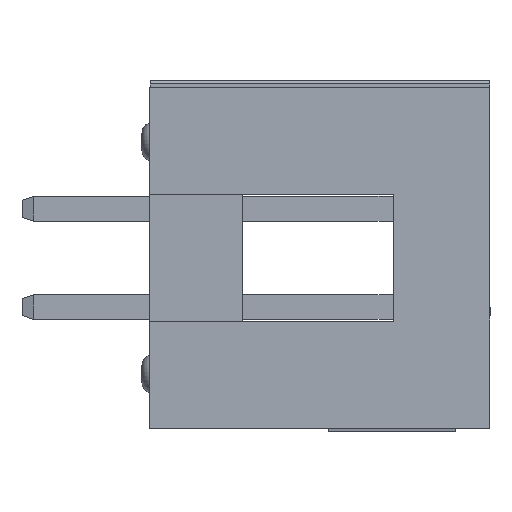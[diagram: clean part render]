
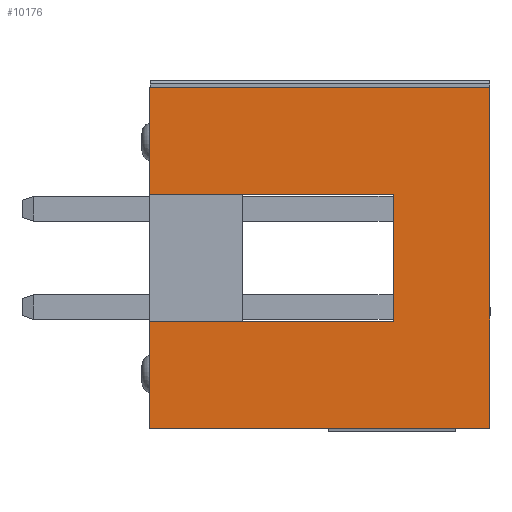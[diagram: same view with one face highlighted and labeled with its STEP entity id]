
A CAD part, left-side view. The second image highlights one B-rep face of the part: STEP entity #10176.
In plain terms, the highlighted planar face has unit normal (-1, 0, 0).
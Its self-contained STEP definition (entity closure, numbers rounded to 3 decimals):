
#5 = AXIS2_PLACEMENT_3D ( 'NONE', #5585, #10316, #12685 ) ;
#121 = CARTESIAN_POINT ( 'NONE',  ( -16.51, 2.5, -1.65 ) ) ;
#413 = VERTEX_POINT ( 'NONE', #8059 ) ;
#698 = DIRECTION ( 'NONE',  ( 0., -1., 0. ) ) ;
#1175 = VERTEX_POINT ( 'NONE', #121 ) ;
#1838 = LINE ( 'NONE', #14719, #8659 ) ;
#2024 = PLANE ( 'NONE',  #5 ) ;
#2049 = VERTEX_POINT ( 'NONE', #9665 ) ;
#2184 = LINE ( 'NONE', #12858, #13694 ) ;
#2373 = VECTOR ( 'NONE', #698, 1000. ) ;
#2432 = CARTESIAN_POINT ( 'NONE',  ( -16.51, 0., -4.4 ) ) ;
#2625 = VECTOR ( 'NONE', #4452, 1000. ) ;
#2904 = CARTESIAN_POINT ( 'NONE',  ( -16.51, 0., -4.4 ) ) ;
#3028 = DIRECTION ( 'NONE',  ( 0., 1., 0. ) ) ;
#3053 = VERTEX_POINT ( 'NONE', #10602 ) ;
#3609 = VERTEX_POINT ( 'NONE', #12489 ) ;
#3680 = CARTESIAN_POINT ( 'NONE',  ( -16.51, 0., -4.4 ) ) ;
#3761 = VERTEX_POINT ( 'NONE', #8345 ) ;
#4236 = LINE ( 'NONE', #6731, #2625 ) ;
#4267 = DIRECTION ( 'NONE',  ( 0., 0., 1. ) ) ;
#4452 = DIRECTION ( 'NONE',  ( 0., -1., 0. ) ) ;
#4478 = EDGE_LOOP ( 'NONE', ( #7695, #9733, #13653, #11942, #7493, #5024, #9832, #10191 ) ) ;
#4816 = DIRECTION ( 'NONE',  ( 0., -1., 0. ) ) ;
#4872 = CARTESIAN_POINT ( 'NONE',  ( -16.51, 8.8, 0. ) ) ;
#4967 = LINE ( 'NONE', #3680, #5848 ) ;
#5024 = ORIENTED_EDGE ( 'NONE', *, *, #6477, .F. ) ;
#5585 = CARTESIAN_POINT ( 'NONE',  ( -16.51, 0., -4.4 ) ) ;
#5784 = VERTEX_POINT ( 'NONE', #2432 ) ;
#5848 = VECTOR ( 'NONE', #13052, 1000. ) ;
#6472 = LINE ( 'NONE', #2904, #2373 ) ;
#6477 = EDGE_CURVE ( 'NONE', #2049, #3053, #4236, .T. ) ;
#6588 = VECTOR ( 'NONE', #9431, 1000. ) ;
#6731 = CARTESIAN_POINT ( 'NONE',  ( -16.51, 0., 4.4 ) ) ;
#7235 = EDGE_CURVE ( 'NONE', #13357, #3761, #1838, .T. ) ;
#7493 = ORIENTED_EDGE ( 'NONE', *, *, #11904, .T. ) ;
#7515 = EDGE_CURVE ( 'NONE', #1175, #3761, #12172, .T. ) ;
#7695 = ORIENTED_EDGE ( 'NONE', *, *, #13666, .T. ) ;
#8011 = FACE_OUTER_BOUND ( 'NONE', #4478, .T. ) ;
#8059 = CARTESIAN_POINT ( 'NONE',  ( -16.51, 2.5, 1.65 ) ) ;
#8345 = CARTESIAN_POINT ( 'NONE',  ( -16.51, 8.8, -1.65 ) ) ;
#8407 = EDGE_CURVE ( 'NONE', #13357, #5784, #6472, .T. ) ;
#8570 = CARTESIAN_POINT ( 'NONE',  ( -16.51, 0., -1.65 ) ) ;
#8659 = VECTOR ( 'NONE', #4267, 1000. ) ;
#9400 = VECTOR ( 'NONE', #3028, 1000. ) ;
#9431 = DIRECTION ( 'NONE',  ( 0., 0., 1. ) ) ;
#9665 = CARTESIAN_POINT ( 'NONE',  ( -16.51, 8.8, 4.4 ) ) ;
#9733 = ORIENTED_EDGE ( 'NONE', *, *, #7515, .T. ) ;
#9832 = ORIENTED_EDGE ( 'NONE', *, *, #12173, .F. ) ;
#10176 = ADVANCED_FACE ( 'NONE', ( #8011 ), #2024, .T. ) ;
#10191 = ORIENTED_EDGE ( 'NONE', *, *, #12839, .T. ) ;
#10316 = DIRECTION ( 'NONE',  ( -1., 0., 0. ) ) ;
#10589 = LINE ( 'NONE', #4872, #6588 ) ;
#10602 = CARTESIAN_POINT ( 'NONE',  ( -16.51, 0., 4.4 ) ) ;
#10683 = CARTESIAN_POINT ( 'NONE',  ( -16.51, 0., 1.65 ) ) ;
#10753 = VECTOR ( 'NONE', #4816, 1000. ) ;
#10909 = LINE ( 'NONE', #10683, #10753 ) ;
#11904 = EDGE_CURVE ( 'NONE', #5784, #3053, #4967, .T. ) ;
#11942 = ORIENTED_EDGE ( 'NONE', *, *, #8407, .T. ) ;
#12172 = LINE ( 'NONE', #8570, #9400 ) ;
#12173 = EDGE_CURVE ( 'NONE', #3609, #2049, #10589, .T. ) ;
#12489 = CARTESIAN_POINT ( 'NONE',  ( -16.51, 8.8, 1.65 ) ) ;
#12685 = DIRECTION ( 'NONE',  ( 0., 0., 1. ) ) ;
#12839 = EDGE_CURVE ( 'NONE', #3609, #413, #10909, .T. ) ;
#12858 = CARTESIAN_POINT ( 'NONE',  ( -16.51, 2.5, -4.4 ) ) ;
#12936 = DIRECTION ( 'NONE',  ( 0., 0., -1. ) ) ;
#13052 = DIRECTION ( 'NONE',  ( 0., 0., 1. ) ) ;
#13357 = VERTEX_POINT ( 'NONE', #13876 ) ;
#13653 = ORIENTED_EDGE ( 'NONE', *, *, #7235, .F. ) ;
#13666 = EDGE_CURVE ( 'NONE', #413, #1175, #2184, .T. ) ;
#13694 = VECTOR ( 'NONE', #12936, 1000. ) ;
#13876 = CARTESIAN_POINT ( 'NONE',  ( -16.51, 8.8, -4.4 ) ) ;
#14719 = CARTESIAN_POINT ( 'NONE',  ( -16.51, 8.8, 0. ) ) ;
